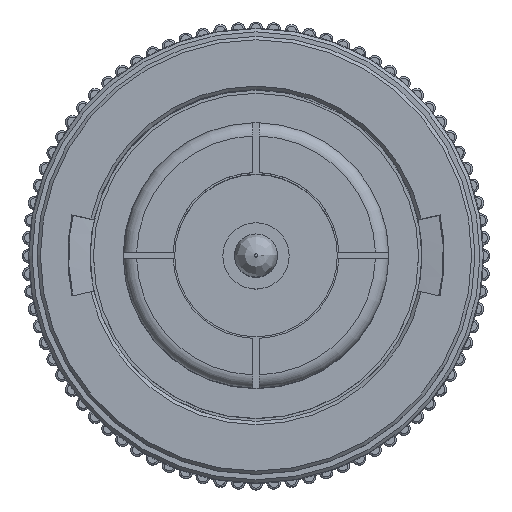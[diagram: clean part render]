
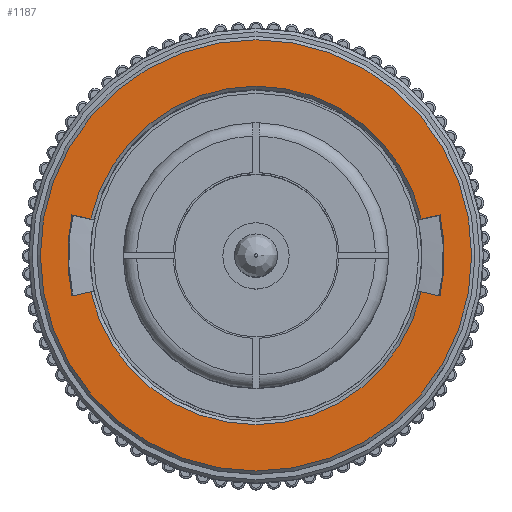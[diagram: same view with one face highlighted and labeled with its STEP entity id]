
A CAD part, top view. The second image highlights one B-rep face of the part: STEP entity #1187.
In plain terms, the highlighted planar face has unit normal (0, 0, 1).
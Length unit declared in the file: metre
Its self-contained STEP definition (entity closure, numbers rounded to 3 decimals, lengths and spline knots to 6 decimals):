
#1187 = ADVANCED_FACE( 'NONE', ( #2723, #2724 ), #2725, .T. );
#2723 = FACE_OUTER_BOUND( '', #4630, .T. );
#2724 = FACE_BOUND( '', #4631, .T. );
#2725 = PLANE( '', #4632 );
#4630 = EDGE_LOOP( '', ( #8926 ) );
#4631 = EDGE_LOOP( '', ( #8927, #8928, #8929, #8930, #8931, #8932, #8933, #8934 ) );
#4632 = AXIS2_PLACEMENT_3D( '', #8935, #8936, #8937 );
#8926 = ORIENTED_EDGE( '', *, *, #12159, .T. );
#8927 = ORIENTED_EDGE( '', *, *, #12160, .T. );
#8928 = ORIENTED_EDGE( '', *, *, #11275, .T. );
#8929 = ORIENTED_EDGE( '', *, *, #11087, .T. );
#8930 = ORIENTED_EDGE( '', *, *, #11476, .F. );
#8931 = ORIENTED_EDGE( '', *, *, #11589, .T. );
#8932 = ORIENTED_EDGE( '', *, *, #12123, .T. );
#8933 = ORIENTED_EDGE( '', *, *, #11430, .F. );
#8934 = ORIENTED_EDGE( '', *, *, #10807, .F. );
#8935 = CARTESIAN_POINT( '', ( 0., 0.0066, 0.0138 ) );
#8936 = DIRECTION( '', ( 0., 0., 1. ) );
#8937 = DIRECTION( '', ( 1., 0., 0. ) );
#10807 = EDGE_CURVE( 'NONE', #12744, #12746, #12747, .T. );
#11087 = EDGE_CURVE( 'NONE', #13225, #13223, #13226, .T. );
#11275 = EDGE_CURVE( 'NONE', #13527, #13225, #13528, .T. );
#11430 = EDGE_CURVE( 'NONE', #12746, #13770, #13771, .T. );
#11476 = EDGE_CURVE( 'NONE', #13836, #13223, #13838, .T. );
#11589 = EDGE_CURVE( 'NONE', #13836, #14013, #14015, .T. );
#12123 = EDGE_CURVE( 'NONE', #14013, #13770, #14798, .T. );
#12159 = EDGE_CURVE( 'NONE', #14840, #14840, #14841, .T. );
#12160 = EDGE_CURVE( 'NONE', #12744, #13527, #14842, .T. );
#12744 = VERTEX_POINT( 'NONE', #15762 );
#12746 = VERTEX_POINT( 'NONE', #15765 );
#12747 = LINE( '', #15766, #15767 );
#13223 = VERTEX_POINT( 'NONE', #16930 );
#13225 = VERTEX_POINT( 'NONE', #16933 );
#13226 = CIRCLE( '', #16934, 0.00568 );
#13527 = VERTEX_POINT( 'NONE', #17813 );
#13528 = LINE( '', #17814, #17815 );
#13770 = VERTEX_POINT( 'NONE', #18391 );
#13771 = CIRCLE( '', #18392, 0.00568 );
#13836 = VERTEX_POINT( 'NONE', #18564 );
#13838 = LINE( '', #18567, #18568 );
#14013 = VERTEX_POINT( 'NONE', #19024 );
#14015 = CIRCLE( '', #19027, 0.0051 );
#14798 = LINE( '', #22979, #22980 );
#14840 = VERTEX_POINT( '', #23036 );
#14841 = CIRCLE( '', #23037, 0.0065 );
#14842 = CIRCLE( '', #23038, 0.0051 );
#15762 = CARTESIAN_POINT( '', ( -0.004981, 0.001097, 0.0138 ) );
#15765 = CARTESIAN_POINT( '', ( -0.005547, 0.001222, 0.0138 ) );
#15766 = CARTESIAN_POINT( '', ( 0., 0., 0.0138 ) );
#15767 = VECTOR( '', #23918, 1. );
#16930 = CARTESIAN_POINT( '', ( 0.005547, -0.001222, 0.0138 ) );
#16933 = CARTESIAN_POINT( '', ( 0.005547, 0.001222, 0.0138 ) );
#16934 = AXIS2_PLACEMENT_3D( '', #24313, #24314, #24315 );
#17813 = CARTESIAN_POINT( '', ( 0.004981, 0.001097, 0.0138 ) );
#17814 = CARTESIAN_POINT( '', ( 0., 0., 0.0138 ) );
#17815 = VECTOR( '', #24557, 1. );
#18391 = CARTESIAN_POINT( '', ( -0.005547, -0.001222, 0.0138 ) );
#18392 = AXIS2_PLACEMENT_3D( '', #24761, #24762, #24763 );
#18564 = CARTESIAN_POINT( '', ( 0.004981, -0.001097, 0.0138 ) );
#18567 = CARTESIAN_POINT( '', ( 0., 0., 0.0138 ) );
#18568 = VECTOR( '', #24817, 1. );
#19024 = CARTESIAN_POINT( '', ( -0.004981, -0.001097, 0.0138 ) );
#19027 = AXIS2_PLACEMENT_3D( '', #24968, #24969, #24970 );
#22979 = CARTESIAN_POINT( '', ( 0., 0., 0.0138 ) );
#22980 = VECTOR( '', #25552, 1. );
#23036 = CARTESIAN_POINT( '', ( 0., -0.0065, 0.0138 ) );
#23037 = AXIS2_PLACEMENT_3D( '', #25594, #25595, #25596 );
#23038 = AXIS2_PLACEMENT_3D( '', #25597, #25598, #25599 );
#23918 = DIRECTION( '', ( -0.977, 0.215, 0. ) );
#24313 = CARTESIAN_POINT( '', ( 0., 0., 0.0138 ) );
#24314 = DIRECTION( '', ( 0., 0., -1. ) );
#24315 = DIRECTION( '', ( 1., 0., 0. ) );
#24557 = DIRECTION( '', ( 0.977, 0.215, 0. ) );
#24761 = CARTESIAN_POINT( '', ( 0., 0., 0.0138 ) );
#24762 = DIRECTION( '', ( 0., 0., 1. ) );
#24763 = DIRECTION( '', ( 1., 0., 0. ) );
#24817 = DIRECTION( '', ( 0.977, -0.215, 0. ) );
#24968 = CARTESIAN_POINT( '', ( 0., 0., 0.0138 ) );
#24969 = DIRECTION( '', ( 0., 0., -1. ) );
#24970 = DIRECTION( '', ( 0., -1., 0. ) );
#25552 = DIRECTION( '', ( -0.977, -0.215, 0. ) );
#25594 = CARTESIAN_POINT( '', ( 0., 0., 0.0138 ) );
#25595 = DIRECTION( '', ( 0., 0., 1. ) );
#25596 = DIRECTION( '', ( 0., -1., 0. ) );
#25597 = CARTESIAN_POINT( '', ( 0., 0., 0.0138 ) );
#25598 = DIRECTION( '', ( 0., 0., -1. ) );
#25599 = DIRECTION( '', ( 0., -1., 0. ) );
